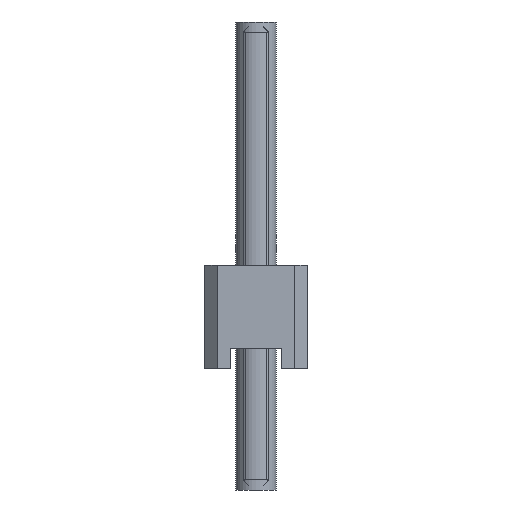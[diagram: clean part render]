
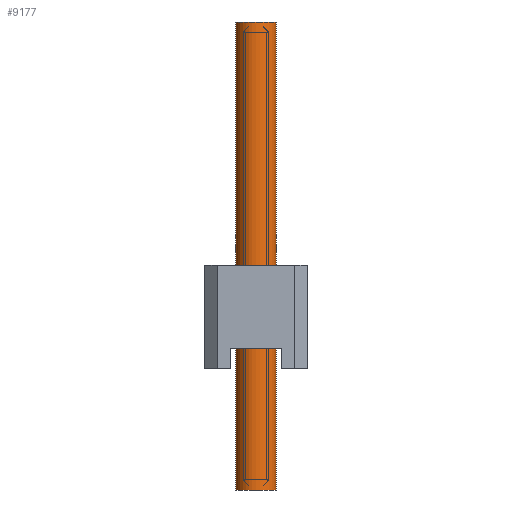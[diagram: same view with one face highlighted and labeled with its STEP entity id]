
A CAD part, left-side view. The second image highlights one B-rep face of the part: STEP entity #9177.
In plain terms, the highlighted cylindrical face has radius 0.5 mm (diameter 1 mm), a full revolution.
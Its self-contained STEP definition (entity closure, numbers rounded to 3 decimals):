
#147=CIRCLE('',#9690,0.5);
#148=CIRCLE('',#9691,0.5);
#408=CYLINDRICAL_SURFACE('',#9689,0.5);
#645=ORIENTED_EDGE('',*,*,#3335,.F.);
#646=ORIENTED_EDGE('',*,*,#3336,.T.);
#3335=EDGE_CURVE('',#4689,#4689,#147,.T.);
#3336=EDGE_CURVE('',#4690,#4690,#148,.T.);
#4689=VERTEX_POINT('',#13139);
#4690=VERTEX_POINT('',#13141);
#7797=EDGE_LOOP('',(#645));
#7798=EDGE_LOOP('',(#646));
#8321=FACE_BOUND('',#7797,.T.);
#8322=FACE_BOUND('',#7798,.T.);
#9177=ADVANCED_FACE('',(#8321,#8322),#408,.F.);
#9689=AXIS2_PLACEMENT_3D('',#13137,#10516,#10517);
#9690=AXIS2_PLACEMENT_3D('',#13138,#10518,#10519);
#9691=AXIS2_PLACEMENT_3D('',#13140,#10520,#10521);
#10516=DIRECTION('',(0.,0.,1.));
#10517=DIRECTION('',(1.,0.,0.));
#10518=DIRECTION('',(0.,0.,-1.));
#10519=DIRECTION('',(1.,0.,0.));
#10520=DIRECTION('',(0.,0.,-1.));
#10521=DIRECTION('',(1.,0.,0.));
#13137=CARTESIAN_POINT('',(0.,0.,0.));
#13138=CARTESIAN_POINT('',(0.,0.,11.54));
#13139=CARTESIAN_POINT('',(0.5,0.,11.54));
#13140=CARTESIAN_POINT('',(0.,0.,0.));
#13141=CARTESIAN_POINT('',(0.5,0.,0.));
